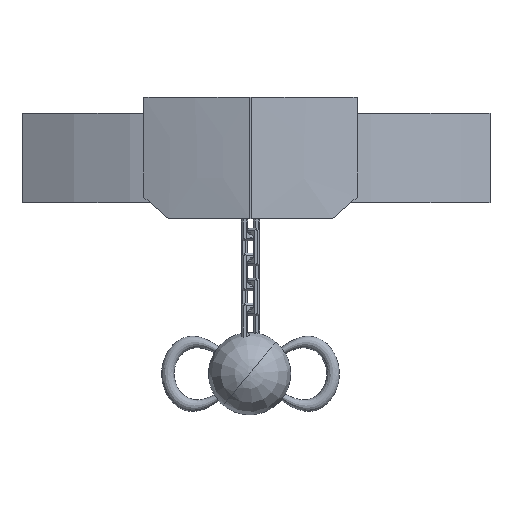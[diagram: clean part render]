
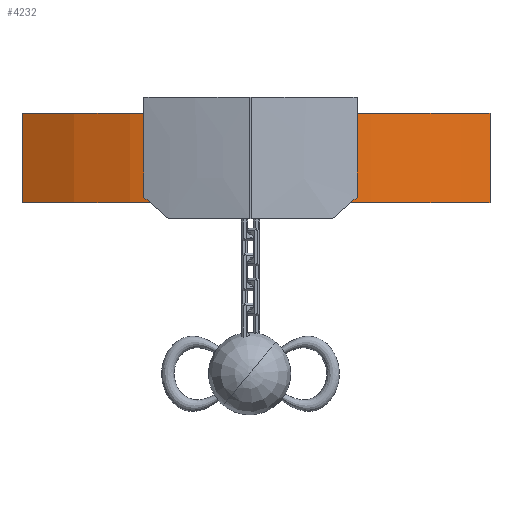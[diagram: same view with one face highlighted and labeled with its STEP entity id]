
A CAD part, front view. The second image highlights one B-rep face of the part: STEP entity #4232.
In plain terms, the highlighted free-form (B-spline) face has degree [2, 1] with [3, 2] control points.
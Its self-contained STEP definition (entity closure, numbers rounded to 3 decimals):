
#4203 = VERTEX_POINT('',#4204);
#4204 = CARTESIAN_POINT('',(-39.602,11.412,
    -7.748));
#4209 = EDGE_CURVE('',#4203,#4210,#4212,.T.);
#4210 = VERTEX_POINT('',#4211);
#4211 = CARTESIAN_POINT('',(-39.602,11.412,
    7.748));
#4212 = B_SPLINE_CURVE_WITH_KNOTS('',1,(#4213,#4214),.UNSPECIFIED.,.F.,
  .F.,(2,2),(0.,12.7),.PIECEWISE_BEZIER_KNOTS.);
#4213 = CARTESIAN_POINT('',(-39.602,11.412,
    -7.748));
#4214 = CARTESIAN_POINT('',(-39.602,11.412,
    7.748));
#4232 = ADVANCED_FACE('',(#4233),#4257,.T.);
#4233 = FACE_BOUND('',#4234,.T.);
#4234 = EDGE_LOOP('',(#4235,#4243,#4250,#4256));
#4235 = ORIENTED_EDGE('',*,*,#4236,.T.);
#4236 = EDGE_CURVE('',#4203,#4237,#4239,.T.);
#4237 = VERTEX_POINT('',#4238);
#4238 = CARTESIAN_POINT('',(41.51,12.652,
    -7.748));
#4239 = ( BOUNDED_CURVE() B_SPLINE_CURVE(2,(#4240,#4241,#4242),
.UNSPECIFIED.,.F.,.F.) B_SPLINE_CURVE_WITH_KNOTS((3,3),(0.,
1.153),.PIECEWISE_BEZIER_KNOTS.) CURVE() 
GEOMETRIC_REPRESENTATION_ITEM() RATIONAL_B_SPLINE_CURVE((1.,
0.838,1.)) REPRESENTATION_ITEM('') );
#4240 = CARTESIAN_POINT('',(-39.602,11.412,
    -7.748));
#4241 = CARTESIAN_POINT('',(1.357,-14.333,
    -7.748));
#4242 = CARTESIAN_POINT('',(41.51,12.652,
    -7.748));
#4243 = ORIENTED_EDGE('',*,*,#4244,.T.);
#4244 = EDGE_CURVE('',#4237,#4245,#4247,.T.);
#4245 = VERTEX_POINT('',#4246);
#4246 = CARTESIAN_POINT('',(41.51,12.652,
    7.748));
#4247 = B_SPLINE_CURVE_WITH_KNOTS('',1,(#4248,#4249),.UNSPECIFIED.,.F.,
  .F.,(2,2),(0.,12.7),.PIECEWISE_BEZIER_KNOTS.);
#4248 = CARTESIAN_POINT('',(41.51,12.652,
    -7.748));
#4249 = CARTESIAN_POINT('',(41.51,12.652,
    7.748));
#4250 = ORIENTED_EDGE('',*,*,#4251,.F.);
#4251 = EDGE_CURVE('',#4210,#4245,#4252,.T.);
#4252 = ( BOUNDED_CURVE() B_SPLINE_CURVE(2,(#4253,#4254,#4255),
.UNSPECIFIED.,.F.,.F.) B_SPLINE_CURVE_WITH_KNOTS((3,3),(0.,
1.153),.PIECEWISE_BEZIER_KNOTS.) CURVE() 
GEOMETRIC_REPRESENTATION_ITEM() RATIONAL_B_SPLINE_CURVE((1.,
0.838,1.)) REPRESENTATION_ITEM('') );
#4253 = CARTESIAN_POINT('',(-39.602,11.412,
    7.748));
#4254 = CARTESIAN_POINT('',(1.357,-14.333,
    7.748));
#4255 = CARTESIAN_POINT('',(41.51,12.652,
    7.748));
#4256 = ORIENTED_EDGE('',*,*,#4209,.F.);
#4257 = ( BOUNDED_SURFACE() B_SPLINE_SURFACE(2,1,(
    (#4258,#4259)
    ,(#4260,#4261)
    ,(#4262,#4263
)),.UNSPECIFIED.,.F.,.F.,.F.) B_SPLINE_SURFACE_WITH_KNOTS((3,3),(2,2),(
    4.151,5.304),(-6.35,6.35),
.PIECEWISE_BEZIER_KNOTS.) GEOMETRIC_REPRESENTATION_ITEM() 
RATIONAL_B_SPLINE_SURFACE((
    (1.,1.)
    ,(0.838,0.838)
,(1.,1.))) REPRESENTATION_ITEM('') SURFACE() );
#4258 = CARTESIAN_POINT('',(-39.602,11.412,
    -7.748));
#4259 = CARTESIAN_POINT('',(-39.602,11.412,
    7.748));
#4260 = CARTESIAN_POINT('',(1.357,-14.333,
    -7.748));
#4261 = CARTESIAN_POINT('',(1.357,-14.333,
    7.748));
#4262 = CARTESIAN_POINT('',(41.51,12.652,
    -7.748));
#4263 = CARTESIAN_POINT('',(41.51,12.652,
    7.748));
